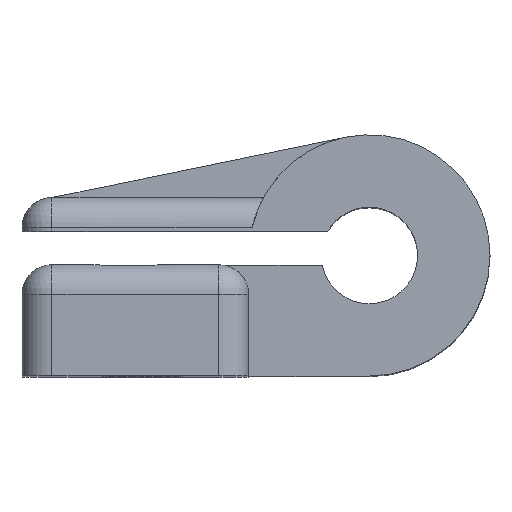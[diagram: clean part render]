
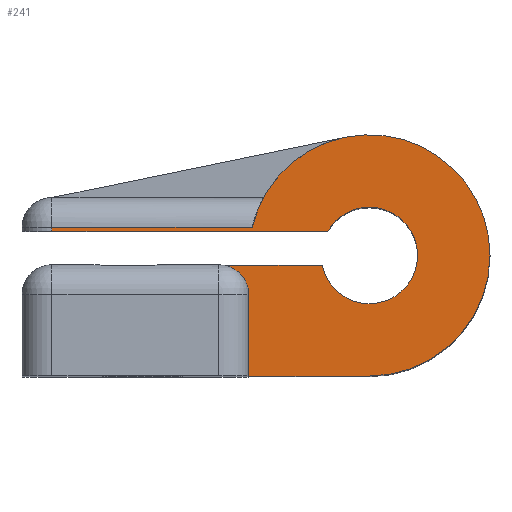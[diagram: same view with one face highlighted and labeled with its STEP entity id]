
A CAD part, top view. The second image highlights one B-rep face of the part: STEP entity #241.
In plain terms, the highlighted planar face has unit normal (0, 0, 1).
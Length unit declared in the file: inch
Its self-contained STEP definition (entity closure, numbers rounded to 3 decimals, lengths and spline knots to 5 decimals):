
#40 = ORIENTED_EDGE ( 'NONE', *, *, #53, .F. ) ;
#53 = EDGE_CURVE ( 'NONE', #370, #85, #792, .T. ) ;
#85 = VERTEX_POINT ( 'NONE', #1005 ) ;
#92 = EDGE_CURVE ( 'NONE', #275, #370, #1063, .T. ) ;
#124 = VERTEX_POINT ( 'NONE', #1352 ) ;
#139 = EDGE_CURVE ( 'NONE', #124, #205, #1461, .T. ) ;
#157 = EDGE_CURVE ( 'NONE', #736, #284, #1597, .T. ) ;
#162 = ORIENTED_EDGE ( 'NONE', *, *, #139, .F. ) ;
#173 = VERTEX_POINT ( 'NONE', #1713 ) ;
#195 = EDGE_CURVE ( 'NONE', #461, #173, #1821, .T. ) ;
#205 = VERTEX_POINT ( 'NONE', #1862 ) ;
#224 = ORIENTED_EDGE ( 'NONE', *, *, #1589, .T. ) ;
#228 = EDGE_CURVE ( 'NONE', #284, #205, #715, .T. ) ;
#241 = ADVANCED_FACE ( 'NONE', ( #752 ), #753, .T. ) ;
#275 = VERTEX_POINT ( 'NONE', #931 ) ;
#279 = ORIENTED_EDGE ( 'NONE', *, *, #228, .T. ) ;
#284 = VERTEX_POINT ( 'NONE', #959 ) ;
#285 = EDGE_CURVE ( 'NONE', #521, #275, #963, .T. ) ;
#365 = ORIENTED_EDGE ( 'NONE', *, *, #157, .T. ) ;
#370 = VERTEX_POINT ( 'NONE', #1281 ) ;
#386 = ORIENTED_EDGE ( 'NONE', *, *, #195, .T. ) ;
#443 = EDGE_CURVE ( 'NONE', #173, #736, #1540, .T. ) ;
#461 = VERTEX_POINT ( 'NONE', #1586 ) ;
#489 = VERTEX_POINT ( 'NONE', #1681 ) ;
#493 = ORIENTED_EDGE ( 'NONE', *, *, #443, .T. ) ;
#499 = EDGE_CURVE ( 'NONE', #2018, #461, #1714, .T. ) ;
#518 = EDGE_CURVE ( 'NONE', #489, #521, #537, .T. ) ;
#521 = VERTEX_POINT ( 'NONE', #555 ) ;
#537 = CIRCLE ( 'NONE', #538, 0.25 ) ;
#538 = AXIS2_PLACEMENT_3D ( 'NONE', #539, #540, #541 ) ;
#539 = CARTESIAN_POINT ( 'NONE',  ( 0., 0.25, -0.43 ) ) ;
#540 = DIRECTION ( 'NONE',  ( 0., 0., -1. ) ) ;
#541 = DIRECTION ( 'NONE',  ( 1., 0., 0. ) ) ;
#555 = CARTESIAN_POINT ( 'NONE',  ( 0.25, 0.25, -0.43 ) ) ;
#564 = ORIENTED_EDGE ( 'NONE', *, *, #499, .T. ) ;
#660 = CARTESIAN_POINT ( 'NONE',  ( -0.0866, 0.3, -0.43 ) ) ;
#686 = ORIENTED_EDGE ( 'NONE', *, *, #92, .F. ) ;
#715 = CIRCLE ( 'NONE', #716, 0.1 ) ;
#716 = AXIS2_PLACEMENT_3D ( 'NONE', #717, #718, #719 ) ;
#717 = CARTESIAN_POINT ( 'NONE',  ( 0., 0.25, -0.43 ) ) ;
#718 = DIRECTION ( 'NONE',  ( 0., 0., -1. ) ) ;
#719 = DIRECTION ( 'NONE',  ( 1., 0., 0. ) ) ;
#736 = VERTEX_POINT ( 'NONE', #660 ) ;
#752 = FACE_OUTER_BOUND ( 'NONE', #2042, .T. ) ;
#753 = PLANE ( 'NONE',  #755 ) ;
#755 = AXIS2_PLACEMENT_3D ( 'NONE', #756, #757, #758 ) ;
#756 = CARTESIAN_POINT ( 'NONE',  ( -0.25, -2.51464, -0.43 ) ) ;
#757 = DIRECTION ( 'NONE',  ( 0., 0., 1. ) ) ;
#758 = DIRECTION ( 'NONE',  ( 1., 0., 0. ) ) ;
#792 = LINE ( 'NONE', #793, #794 ) ;
#793 = CARTESIAN_POINT ( 'NONE',  ( -0.25, -2.51464, -0.43 ) ) ;
#794 = VECTOR ( 'NONE', #795, 39.37008 ) ;
#795 = DIRECTION ( 'NONE',  ( 0., 1., 0. ) ) ;
#931 = CARTESIAN_POINT ( 'NONE',  ( 0., 0., -0.43 ) ) ;
#959 = CARTESIAN_POINT ( 'NONE',  ( 0.1, 0.25, -0.43 ) ) ;
#963 = CIRCLE ( 'NONE', #964, 0.25 ) ;
#964 = AXIS2_PLACEMENT_3D ( 'NONE', #965, #966, #967 ) ;
#965 = CARTESIAN_POINT ( 'NONE',  ( 0., 0.25, -0.43 ) ) ;
#966 = DIRECTION ( 'NONE',  ( 0., 0., -1. ) ) ;
#967 = DIRECTION ( 'NONE',  ( 1., 0., 0. ) ) ;
#997 = ORIENTED_EDGE ( 'NONE', *, *, #285, .F. ) ;
#1005 = CARTESIAN_POINT ( 'NONE',  ( -0.25, 0.168, -0.43 ) ) ;
#1063 = LINE ( 'NONE', #1064, #1065 ) ;
#1064 = CARTESIAN_POINT ( 'NONE',  ( 0., 0., -0.43 ) ) ;
#1065 = VECTOR ( 'NONE', #1066, 39.37008 ) ;
#1066 = DIRECTION ( 'NONE',  ( -1., 0., 0. ) ) ;
#1118 = ORIENTED_EDGE ( 'NONE', *, *, #2030, .F. ) ;
#1188 = CIRCLE ( 'NONE', #1189, 0.062 ) ;
#1189 = AXIS2_PLACEMENT_3D ( 'NONE', #1192, #1193, #1194 ) ;
#1192 = CARTESIAN_POINT ( 'NONE',  ( -0.312, 0.168, -0.43 ) ) ;
#1193 = DIRECTION ( 'NONE',  ( 0., 0., -1. ) ) ;
#1194 = DIRECTION ( 'NONE',  ( 1., 0., 0. ) ) ;
#1197 = LINE ( 'NONE', #1198, #1199 ) ;
#1198 = CARTESIAN_POINT ( 'NONE',  ( -0.04975, 0.495, -0.43 ) ) ;
#1199 = VECTOR ( 'NONE', #1200, 39.37008 ) ;
#1200 = DIRECTION ( 'NONE',  ( -0.98, -0.201, 0. ) ) ;
#1281 = CARTESIAN_POINT ( 'NONE',  ( -0.25, 0., -0.43 ) ) ;
#1352 = CARTESIAN_POINT ( 'NONE',  ( -0.312, 0.23, -0.43 ) ) ;
#1461 = LINE ( 'NONE', #1462, #1463 ) ;
#1462 = CARTESIAN_POINT ( 'NONE',  ( 0., 0.23, -0.43 ) ) ;
#1463 = VECTOR ( 'NONE', #1464, 39.37008 ) ;
#1464 = DIRECTION ( 'NONE',  ( 1., 0., 0. ) ) ;
#1540 = LINE ( 'NONE', #1541, #1542 ) ;
#1541 = CARTESIAN_POINT ( 'NONE',  ( -0.21932, 0.3, -0.43 ) ) ;
#1542 = VECTOR ( 'NONE', #1543, 39.37008 ) ;
#1543 = DIRECTION ( 'NONE',  ( 1., 0., 0. ) ) ;
#1586 = CARTESIAN_POINT ( 'NONE',  ( -0.658, 0.308, -0.43 ) ) ;
#1589 = EDGE_CURVE ( 'NONE', #124, #85, #1188, .T. ) ;
#1597 = CIRCLE ( 'NONE', #1598, 0.1 ) ;
#1598 = AXIS2_PLACEMENT_3D ( 'NONE', #1599, #1600, #1601 ) ;
#1599 = CARTESIAN_POINT ( 'NONE',  ( 0., 0.25, -0.43 ) ) ;
#1600 = DIRECTION ( 'NONE',  ( 0., 0., -1. ) ) ;
#1601 = DIRECTION ( 'NONE',  ( 1., 0., 0. ) ) ;
#1607 = EDGE_CURVE ( 'NONE', #489, #2000, #1197, .T. ) ;
#1620 = CARTESIAN_POINT ( 'NONE',  ( -0.0509, 0.49476, -0.43 ) ) ;
#1681 = CARTESIAN_POINT ( 'NONE',  ( -0.04975, 0.495, -0.43 ) ) ;
#1713 = CARTESIAN_POINT ( 'NONE',  ( -0.658, 0.3, -0.43 ) ) ;
#1714 = LINE ( 'NONE', #1715, #1716 ) ;
#1715 = CARTESIAN_POINT ( 'NONE',  ( -0.25, 0.308, -0.43 ) ) ;
#1716 = VECTOR ( 'NONE', #1717, 39.37008 ) ;
#1717 = DIRECTION ( 'NONE',  ( -1., 0., 0. ) ) ;
#1761 = CARTESIAN_POINT ( 'NONE',  ( -0.24318, 0.308, -0.43 ) ) ;
#1821 = LINE ( 'NONE', #1822, #1823 ) ;
#1822 = CARTESIAN_POINT ( 'NONE',  ( -0.658, -2.51464, -0.43 ) ) ;
#1823 = VECTOR ( 'NONE', #1824, 39.37008 ) ;
#1824 = DIRECTION ( 'NONE',  ( 0., -1., 0. ) ) ;
#1833 = CIRCLE ( 'NONE', #1834, 0.25 ) ;
#1834 = AXIS2_PLACEMENT_3D ( 'NONE', #1835, #1836, #1837 ) ;
#1835 = CARTESIAN_POINT ( 'NONE',  ( 0., 0.25, -0.43 ) ) ;
#1836 = DIRECTION ( 'NONE',  ( 0., 0., -1. ) ) ;
#1837 = DIRECTION ( 'NONE',  ( 1., 0., 0. ) ) ;
#1862 = CARTESIAN_POINT ( 'NONE',  ( -0.09798, 0.23, -0.43 ) ) ;
#1944 = ORIENTED_EDGE ( 'NONE', *, *, #1607, .T. ) ;
#2000 = VERTEX_POINT ( 'NONE', #1620 ) ;
#2008 = ORIENTED_EDGE ( 'NONE', *, *, #518, .F. ) ;
#2018 = VERTEX_POINT ( 'NONE', #1761 ) ;
#2030 = EDGE_CURVE ( 'NONE', #2018, #2000, #1833, .T. ) ;
#2042 = EDGE_LOOP ( 'NONE', ( #2008, #1944, #1118, #564, #386, #493, #365, #279, #162, #224, #40, #686, #997 ) ) ;
